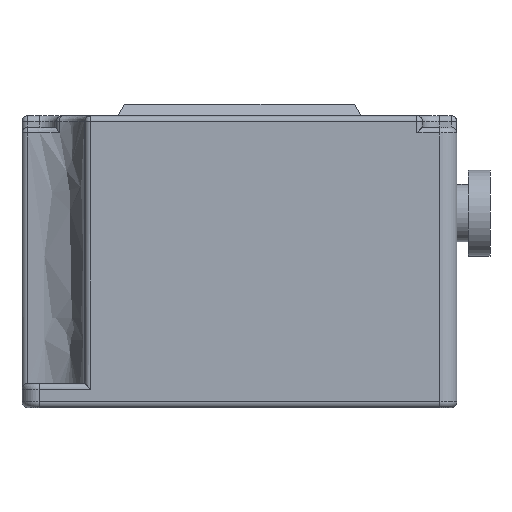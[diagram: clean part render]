
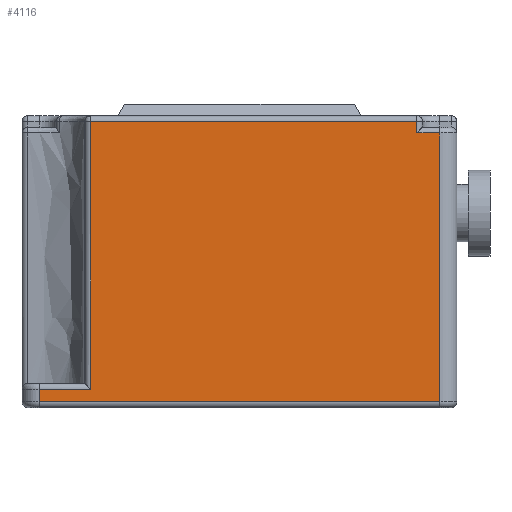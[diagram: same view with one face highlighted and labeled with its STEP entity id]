
A CAD part, left-side view. The second image highlights one B-rep face of the part: STEP entity #4116.
In plain terms, the highlighted planar face has unit normal (-1, 0, 0).
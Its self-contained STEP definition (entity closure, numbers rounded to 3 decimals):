
#1525=DIRECTION('',(0.,1.,0.));
#1526=VECTOR('',#1525,70.);
#1527=CARTESIAN_POINT('',(-28.,-35.,1.));
#1528=LINE('',#1527,#1526);
#1532=DIRECTION('',(0.,0.,-1.));
#1533=VECTOR('',#1532,2.2);
#1534=CARTESIAN_POINT('',(-28.,35.,3.2));
#1535=LINE('',#1534,#1533);
#1539=DIRECTION('',(0.,1.,0.));
#1540=VECTOR('',#1539,8.983);
#1541=CARTESIAN_POINT('',(-28.,26.017,3.2));
#1542=LINE('',#1541,#1540);
#1546=DIRECTION('',(0.,0.,-1.));
#1547=VECTOR('',#1546,46.8);
#1548=CARTESIAN_POINT('',(-28.,26.017,50.));
#1549=LINE('',#1548,#1547);
#1553=DIRECTION('',(0.,-1.,0.));
#1554=VECTOR('',#1553,57.017);
#1555=CARTESIAN_POINT('',(-28.,26.017,50.));
#1556=LINE('',#1555,#1554);
#1560=DIRECTION('',(0.,0.,-1.));
#1561=VECTOR('',#1560,2.);
#1562=CARTESIAN_POINT('',(-28.,-31.,50.));
#1563=LINE('',#1562,#1561);
#1567=DIRECTION('',(0.,0.,-1.));
#1568=VECTOR('',#1567,47.);
#1569=CARTESIAN_POINT('',(-28.,-35.,48.));
#1570=LINE('',#1569,#1568);
#1941=DIRECTION('',(0.,1.,0.));
#1942=VECTOR('',#1941,4.);
#1943=CARTESIAN_POINT('',(-28.,-35.,48.));
#1944=LINE('',#1943,#1942);
#2564=CARTESIAN_POINT('',(-28.,-35.,48.));
#2566=VERTEX_POINT('',#2564);
#2662=CARTESIAN_POINT('',(-28.,-35.,1.));
#2663=VERTEX_POINT('',#2662);
#2666=CARTESIAN_POINT('',(-28.,35.,1.));
#2667=VERTEX_POINT('',#2666);
#2700=CARTESIAN_POINT('',(-28.,-31.,50.));
#2701=CARTESIAN_POINT('',(-28.,-31.,48.));
#2702=VERTEX_POINT('',#2700);
#2703=VERTEX_POINT('',#2701);
#2712=CARTESIAN_POINT('',(-28.,26.017,50.));
#2713=VERTEX_POINT('',#2712);
#2729=CARTESIAN_POINT('',(-28.,35.,3.2));
#2730=VERTEX_POINT('',#2729);
#2736=CARTESIAN_POINT('',(-28.,26.017,3.2));
#2737=VERTEX_POINT('',#2736);
#4098=CARTESIAN_POINT('',(-28.,38.,0.));
#4099=DIRECTION('',(-1.,0.,0.));
#4100=DIRECTION('',(0.,-1.,0.));
#4101=AXIS2_PLACEMENT_3D('',#4098,#4099,#4100);
#4102=PLANE('',#4101);
#4103=ORIENTED_EDGE('',*,*,#3109,.T.);
#4104=ORIENTED_EDGE('',*,*,#3137,.F.);
#4105=ORIENTED_EDGE('',*,*,#3164,.F.);
#4106=ORIENTED_EDGE('',*,*,#3178,.F.);
#4108=ORIENTED_EDGE('',*,*,#4107,.T.);
#4110=ORIENTED_EDGE('',*,*,#4109,.T.);
#4112=ORIENTED_EDGE('',*,*,#4111,.F.);
#4113=ORIENTED_EDGE('',*,*,#4090,.T.);
#4114=EDGE_LOOP('',(#4103,#4104,#4105,#4106,#4108,#4110,#4112,#4113));
#4115=FACE_OUTER_BOUND('',#4114,.F.);
#4116=ADVANCED_FACE('',(#4115),#4102,.T.);
#3109=EDGE_CURVE('',#2663,#2667,#1528,.T.);
#3137=EDGE_CURVE('',#2730,#2667,#1535,.T.);
#3164=EDGE_CURVE('',#2737,#2730,#1542,.T.);
#3178=EDGE_CURVE('',#2713,#2737,#1549,.T.);
#4090=EDGE_CURVE('',#2566,#2663,#1570,.T.);
#4107=EDGE_CURVE('',#2713,#2702,#1556,.T.);
#4109=EDGE_CURVE('',#2702,#2703,#1563,.T.);
#4111=EDGE_CURVE('',#2566,#2703,#1944,.T.);
